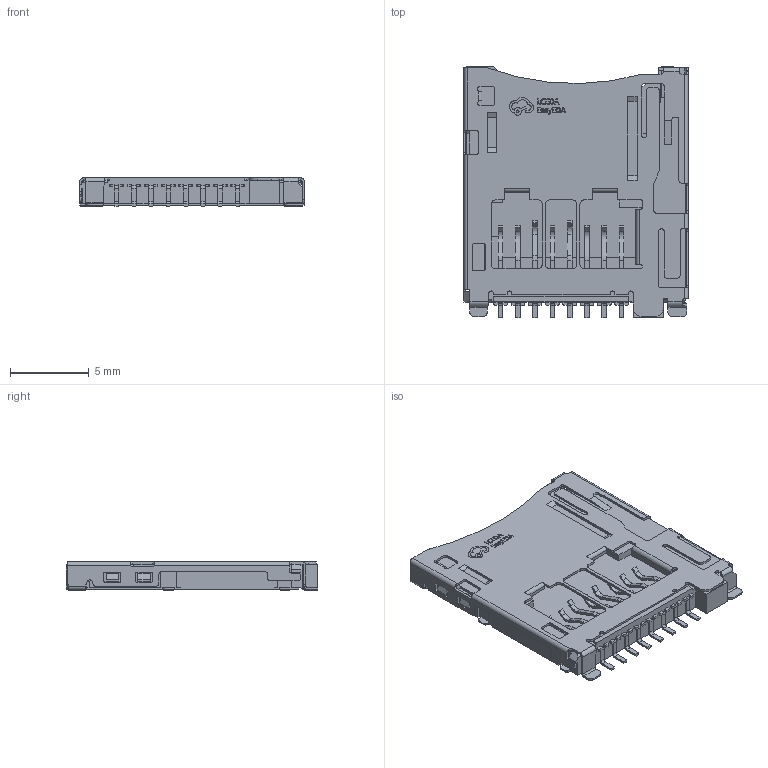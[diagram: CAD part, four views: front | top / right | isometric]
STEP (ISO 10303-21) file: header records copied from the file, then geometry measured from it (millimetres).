
FILE_DESCRIPTION (( 'STEP AP214' ), '1' );
FILE_NAME ('TF-SMD_5027740891.step', '2022-07-29T08:24:52', ( '' ), ( '' ), 'SwSTEP 2.0', 'SolidWorks 2020', '' );
FILE_SCHEMA (( 'AUTOMOTIVE_DESIGN' ));
Length unit declared in the file: millimetre
Products named in the file (1): TF-SMD_5027740891
Bounding box: 14.3 x 16 x 1.8 mm (x, y, z)
Volume: 163.7 mm3; surface area: 895.2 mm2
Topology: 1 solids, 2 shells, 1114 faces, 3129 edges, 2040 vertices
Faces by surface type: plane 744, cylinder 227, bspline 98, cone 45
Entity records: 48423 total; most frequent: CARTESIAN_POINT 7737, ORIENTED_EDGE 6258, DIRECTION 5435, EDGE_CURVE 3129, LINE 2349, VECTOR 2349, VERTEX_POINT 2040, AXIS2_PLACEMENT_3D 1543
